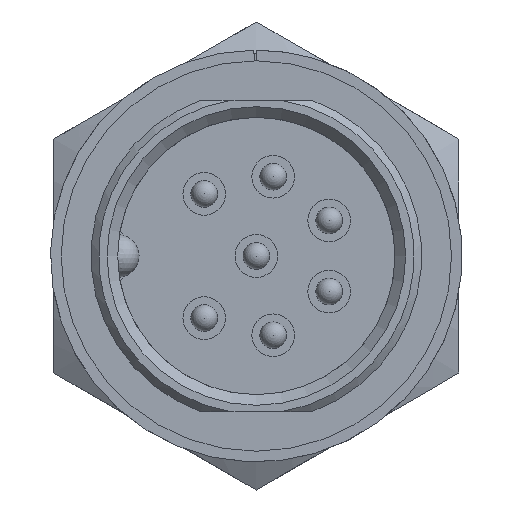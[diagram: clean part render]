
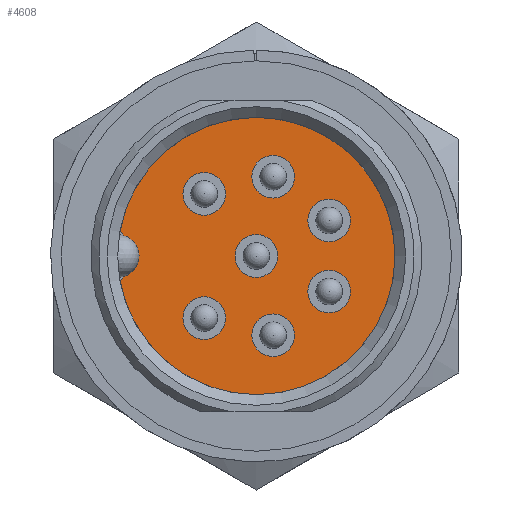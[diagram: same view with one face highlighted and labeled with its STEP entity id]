
A CAD part, left-side view. The second image highlights one B-rep face of the part: STEP entity #4608.
In plain terms, the highlighted face is planar.
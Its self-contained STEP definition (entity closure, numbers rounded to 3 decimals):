
#458=FACE_BOUND('',#1102,.T.);
#459=FACE_BOUND('',#1103,.T.);
#460=FACE_BOUND('',#1104,.T.);
#461=FACE_BOUND('',#1105,.T.);
#462=FACE_BOUND('',#1106,.T.);
#463=FACE_BOUND('',#1107,.T.);
#464=FACE_BOUND('',#1108,.T.);
#577=PLANE('',#5009);
#824=FACE_OUTER_BOUND('',#1101,.T.);
#1101=EDGE_LOOP('',(#4278,#4279,#4280));
#1102=EDGE_LOOP('',(#4281));
#1103=EDGE_LOOP('',(#4282));
#1104=EDGE_LOOP('',(#4283));
#1105=EDGE_LOOP('',(#4284));
#1106=EDGE_LOOP('',(#4285));
#1107=EDGE_LOOP('',(#4286));
#1108=EDGE_LOOP('',(#4287));
#1845=CIRCLE('',#4991,1.);
#1846=CIRCLE('',#4993,1.);
#1847=CIRCLE('',#4995,1.);
#1848=CIRCLE('',#4997,1.);
#1849=CIRCLE('',#4999,1.);
#1850=CIRCLE('',#5001,1.);
#1851=CIRCLE('',#5003,1.);
#1852=CIRCLE('',#5005,6.65);
#1854=CIRCLE('',#5007,6.65);
#1855=CIRCLE('',#5010,1.5);
#2285=VERTEX_POINT('',#9487);
#2286=VERTEX_POINT('',#9491);
#2287=VERTEX_POINT('',#9495);
#2288=VERTEX_POINT('',#9499);
#2289=VERTEX_POINT('',#9503);
#2290=VERTEX_POINT('',#9507);
#2291=VERTEX_POINT('',#9511);
#2292=VERTEX_POINT('',#9515);
#2293=VERTEX_POINT('',#9516);
#2296=VERTEX_POINT('',#9522);
#2944=EDGE_CURVE('',#2285,#2285,#1845,.T.);
#2946=EDGE_CURVE('',#2286,#2286,#1846,.T.);
#2948=EDGE_CURVE('',#2287,#2287,#1847,.T.);
#2950=EDGE_CURVE('',#2288,#2288,#1848,.T.);
#2952=EDGE_CURVE('',#2289,#2289,#1849,.T.);
#2954=EDGE_CURVE('',#2290,#2290,#1850,.T.);
#2956=EDGE_CURVE('',#2291,#2291,#1851,.T.);
#2958=EDGE_CURVE('',#2292,#2293,#1852,.T.);
#2962=EDGE_CURVE('',#2293,#2296,#1854,.T.);
#2964=EDGE_CURVE('',#2292,#2296,#1855,.T.);
#4278=ORIENTED_EDGE('',*,*,#2964,.F.);
#4279=ORIENTED_EDGE('',*,*,#2958,.T.);
#4280=ORIENTED_EDGE('',*,*,#2962,.T.);
#4281=ORIENTED_EDGE('',*,*,#2944,.T.);
#4282=ORIENTED_EDGE('',*,*,#2946,.T.);
#4283=ORIENTED_EDGE('',*,*,#2948,.T.);
#4284=ORIENTED_EDGE('',*,*,#2950,.T.);
#4285=ORIENTED_EDGE('',*,*,#2952,.T.);
#4286=ORIENTED_EDGE('',*,*,#2954,.T.);
#4287=ORIENTED_EDGE('',*,*,#2956,.T.);
#4608=ADVANCED_FACE('',(#824,#458,#459,#460,#461,#462,#463,#464),#577,.T.);
#4991=AXIS2_PLACEMENT_3D('',#9488,#5879,#5880);
#4993=AXIS2_PLACEMENT_3D('',#9492,#5884,#5885);
#4995=AXIS2_PLACEMENT_3D('',#9496,#5889,#5890);
#4997=AXIS2_PLACEMENT_3D('',#9500,#5894,#5895);
#4999=AXIS2_PLACEMENT_3D('',#9504,#5899,#5900);
#5001=AXIS2_PLACEMENT_3D('',#9508,#5904,#5905);
#5003=AXIS2_PLACEMENT_3D('',#9512,#5909,#5910);
#5005=AXIS2_PLACEMENT_3D('',#9517,#5914,#5915);
#5007=AXIS2_PLACEMENT_3D('',#9524,#5920,#5921);
#5009=AXIS2_PLACEMENT_3D('',#9527,#5925,#5926);
#5010=AXIS2_PLACEMENT_3D('',#9528,#5927,#5928);
#5879=DIRECTION('center_axis',(0.,0.,-1.));
#5880=DIRECTION('ref_axis',(-1.,0.,0.));
#5884=DIRECTION('center_axis',(0.,0.,-1.));
#5885=DIRECTION('ref_axis',(-1.,0.,0.));
#5889=DIRECTION('center_axis',(0.,0.,-1.));
#5890=DIRECTION('ref_axis',(-1.,0.,0.));
#5894=DIRECTION('center_axis',(0.,0.,-1.));
#5895=DIRECTION('ref_axis',(-1.,0.,0.));
#5899=DIRECTION('center_axis',(0.,0.,-1.));
#5900=DIRECTION('ref_axis',(-1.,0.,0.));
#5904=DIRECTION('center_axis',(0.,0.,-1.));
#5905=DIRECTION('ref_axis',(-1.,0.,0.));
#5909=DIRECTION('center_axis',(0.,0.,-1.));
#5910=DIRECTION('ref_axis',(-1.,0.,0.));
#5914=DIRECTION('center_axis',(0.,0.,1.));
#5915=DIRECTION('ref_axis',(1.,0.,0.));
#5920=DIRECTION('center_axis',(0.,0.,1.));
#5921=DIRECTION('ref_axis',(1.,0.,0.));
#5925=DIRECTION('center_axis',(0.,0.,1.));
#5926=DIRECTION('ref_axis',(1.,0.,0.));
#5927=DIRECTION('center_axis',(0.,0.,1.));
#5928=DIRECTION('ref_axis',(1.,0.,0.));
#9487=CARTESIAN_POINT('',(1.,0.,0.));
#9488=CARTESIAN_POINT('Origin',(0.,0.,0.));
#9491=CARTESIAN_POINT('',(-2.717,-0.79,0.));
#9492=CARTESIAN_POINT('Origin',(-3.717,-0.79,0.));
#9495=CARTESIAN_POINT('',(-1.911,2.443,0.));
#9496=CARTESIAN_POINT('Origin',(-2.911,2.443,0.));
#9499=CARTESIAN_POINT('',(-0.666,-3.415,0.));
#9500=CARTESIAN_POINT('Origin',(-1.666,-3.415,0.));
#9503=CARTESIAN_POINT('',(3.911,2.443,0.));
#9504=CARTESIAN_POINT('Origin',(2.911,2.443,0.));
#9507=CARTESIAN_POINT('',(2.666,-3.415,0.));
#9508=CARTESIAN_POINT('Origin',(1.666,-3.415,0.));
#9511=CARTESIAN_POINT('',(4.717,-0.79,0.));
#9512=CARTESIAN_POINT('Origin',(3.717,-0.79,0.));
#9515=CARTESIAN_POINT('',(-1.25,6.531,0.));
#9516=CARTESIAN_POINT('',(-6.65,0.,0.));
#9517=CARTESIAN_POINT('Origin',(0.,0.,0.));
#9522=CARTESIAN_POINT('',(1.25,6.531,0.));
#9524=CARTESIAN_POINT('Origin',(0.,0.,0.));
#9527=CARTESIAN_POINT('Origin',(0.,0.,0.));
#9528=CARTESIAN_POINT('Origin',(0.,7.361,0.));
